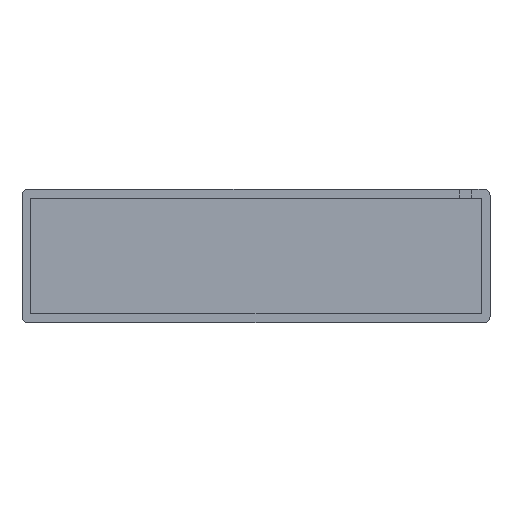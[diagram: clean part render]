
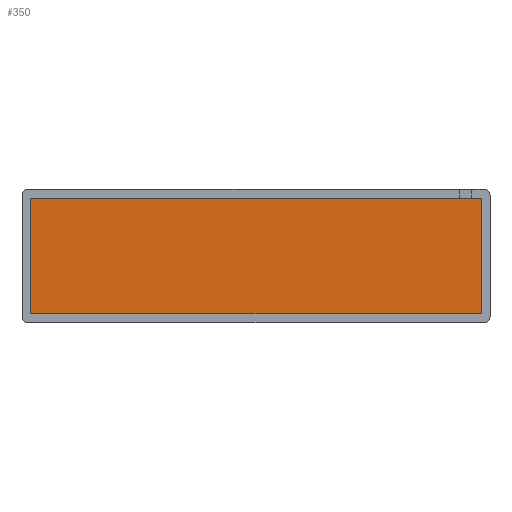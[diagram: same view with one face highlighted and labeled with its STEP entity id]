
A CAD part, top view. The second image highlights one B-rep face of the part: STEP entity #350.
In plain terms, the highlighted planar face has unit normal (0, 0, 1).
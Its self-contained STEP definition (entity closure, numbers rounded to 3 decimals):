
#28=PLANE('',#391);
#46=FACE_OUTER_BOUND('',#64,.T.);
#64=EDGE_LOOP('',(#309,#310,#311,#312));
#102=LINE('',#581,#142);
#104=LINE('',#585,#144);
#105=LINE('',#587,#145);
#106=LINE('',#588,#146);
#142=VECTOR('',#476,10.);
#144=VECTOR('',#480,10.);
#145=VECTOR('',#481,10.);
#146=VECTOR('',#482,10.);
#185=VERTEX_POINT('',#578);
#186=VERTEX_POINT('',#580);
#187=VERTEX_POINT('',#584);
#188=VERTEX_POINT('',#586);
#230=EDGE_CURVE('',#185,#186,#102,.T.);
#232=EDGE_CURVE('',#187,#185,#104,.T.);
#233=EDGE_CURVE('',#188,#187,#105,.T.);
#234=EDGE_CURVE('',#186,#188,#106,.T.);
#309=ORIENTED_EDGE('',*,*,#232,.F.);
#310=ORIENTED_EDGE('',*,*,#233,.F.);
#311=ORIENTED_EDGE('',*,*,#234,.F.);
#312=ORIENTED_EDGE('',*,*,#230,.F.);
#350=ADVANCED_FACE('',(#46),#28,.T.);
#391=AXIS2_PLACEMENT_3D('',#583,#478,#479);
#476=DIRECTION('',(1.,0.,0.));
#478=DIRECTION('center_axis',(0.,0.,1.));
#479=DIRECTION('ref_axis',(1.,0.,0.));
#480=DIRECTION('',(0.,1.,0.));
#481=DIRECTION('',(-1.,0.,0.));
#482=DIRECTION('',(0.,-1.,0.));
#578=CARTESIAN_POINT('',(9.5,131.7,3.));
#580=CARTESIAN_POINT('',(487.225,131.7,3.));
#581=CARTESIAN_POINT('',(128.931,131.7,3.));
#583=CARTESIAN_POINT('Origin',(248.363,70.6,3.));
#584=CARTESIAN_POINT('',(9.5,9.5,3.));
#585=CARTESIAN_POINT('',(9.5,40.05,3.));
#586=CARTESIAN_POINT('',(487.225,9.5,3.));
#587=CARTESIAN_POINT('',(367.794,9.5,3.));
#588=CARTESIAN_POINT('',(487.225,101.15,3.));
